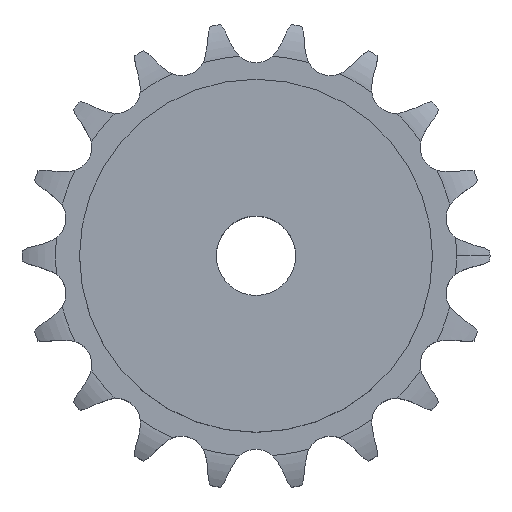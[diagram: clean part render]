
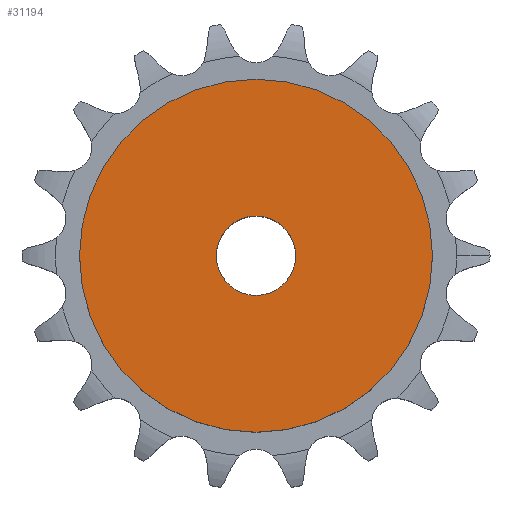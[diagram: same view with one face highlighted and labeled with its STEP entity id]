
A CAD part, top view. The second image highlights one B-rep face of the part: STEP entity #31194.
In plain terms, the highlighted planar face has unit normal (0, 0, 1).
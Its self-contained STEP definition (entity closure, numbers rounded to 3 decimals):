
#16712 = CYLINDRICAL_SURFACE('',#16713,10.);
#16713 = AXIS2_PLACEMENT_3D('',#16714,#16715,#16716);
#16714 = CARTESIAN_POINT('',(0.,0.,190.015));
#16715 = DIRECTION('',(0.,0.,1.));
#16716 = DIRECTION('',(1.,0.,0.));
#21372 = EDGE_CURVE('',#21373,#21373,#21375,.T.);
#21373 = VERTEX_POINT('',#21374);
#21374 = CARTESIAN_POINT('',(10.,0.,50.));
#21375 = SURFACE_CURVE('',#21376,(#21381,#21388),.PCURVE_S1.);
#21376 = CIRCLE('',#21377,10.);
#21377 = AXIS2_PLACEMENT_3D('',#21378,#21379,#21380);
#21378 = CARTESIAN_POINT('',(0.,0.,50.));
#21379 = DIRECTION('',(0.,0.,1.));
#21380 = DIRECTION('',(1.,0.,0.));
#21381 = PCURVE('',#16712,#21382);
#21382 = DEFINITIONAL_REPRESENTATION('',(#21383),#21387);
#21383 = LINE('',#21384,#21385);
#21384 = CARTESIAN_POINT('',(0.,-140.015));
#21385 = VECTOR('',#21386,1.);
#21386 = DIRECTION('',(1.,0.));
#21387 = ( GEOMETRIC_REPRESENTATION_CONTEXT(2) 
PARAMETRIC_REPRESENTATION_CONTEXT() REPRESENTATION_CONTEXT('2D SPACE',''
  ) );
#21388 = PCURVE('',#21389,#21394);
#21389 = PLANE('',#21390);
#21390 = AXIS2_PLACEMENT_3D('',#21391,#21392,#21393);
#21391 = CARTESIAN_POINT('',(0.,0.,50.));
#21392 = DIRECTION('',(0.,0.,1.));
#21393 = DIRECTION('',(1.,0.,0.));
#21394 = DEFINITIONAL_REPRESENTATION('',(#21395),#21399);
#21395 = CIRCLE('',#21396,10.);
#21396 = AXIS2_PLACEMENT_2D('',#21397,#21398);
#21397 = CARTESIAN_POINT('',(0.,0.));
#21398 = DIRECTION('',(1.,0.));
#21399 = ( GEOMETRIC_REPRESENTATION_CONTEXT(2) 
PARAMETRIC_REPRESENTATION_CONTEXT() REPRESENTATION_CONTEXT('2D SPACE',''
  ) );
#31194 = ADVANCED_FACE('',(#31195,#31226),#21389,.T.);
#31195 = FACE_BOUND('',#31196,.T.);
#31196 = EDGE_LOOP('',(#31197));
#31197 = ORIENTED_EDGE('',*,*,#31198,.T.);
#31198 = EDGE_CURVE('',#31199,#31199,#31201,.T.);
#31199 = VERTEX_POINT('',#31200);
#31200 = CARTESIAN_POINT('',(44.5,0.,50.));
#31201 = SURFACE_CURVE('',#31202,(#31207,#31214),.PCURVE_S1.);
#31202 = CIRCLE('',#31203,44.5);
#31203 = AXIS2_PLACEMENT_3D('',#31204,#31205,#31206);
#31204 = CARTESIAN_POINT('',(0.,0.,50.));
#31205 = DIRECTION('',(0.,0.,1.));
#31206 = DIRECTION('',(1.,0.,0.));
#31207 = PCURVE('',#21389,#31208);
#31208 = DEFINITIONAL_REPRESENTATION('',(#31209),#31213);
#31209 = CIRCLE('',#31210,44.5);
#31210 = AXIS2_PLACEMENT_2D('',#31211,#31212);
#31211 = CARTESIAN_POINT('',(0.,0.));
#31212 = DIRECTION('',(1.,0.));
#31213 = ( GEOMETRIC_REPRESENTATION_CONTEXT(2) 
PARAMETRIC_REPRESENTATION_CONTEXT() REPRESENTATION_CONTEXT('2D SPACE',''
  ) );
#31214 = PCURVE('',#31215,#31220);
#31215 = CYLINDRICAL_SURFACE('',#31216,44.5);
#31216 = AXIS2_PLACEMENT_3D('',#31217,#31218,#31219);
#31217 = CARTESIAN_POINT('',(0.,0.,0.));
#31218 = DIRECTION('',(-0.,-0.,-1.));
#31219 = DIRECTION('',(1.,0.,0.));
#31220 = DEFINITIONAL_REPRESENTATION('',(#31221),#31225);
#31221 = LINE('',#31222,#31223);
#31222 = CARTESIAN_POINT('',(-0.,-50.));
#31223 = VECTOR('',#31224,1.);
#31224 = DIRECTION('',(-1.,0.));
#31225 = ( GEOMETRIC_REPRESENTATION_CONTEXT(2) 
PARAMETRIC_REPRESENTATION_CONTEXT() REPRESENTATION_CONTEXT('2D SPACE',''
  ) );
#31226 = FACE_BOUND('',#31227,.T.);
#31227 = EDGE_LOOP('',(#31228));
#31228 = ORIENTED_EDGE('',*,*,#21372,.F.);
